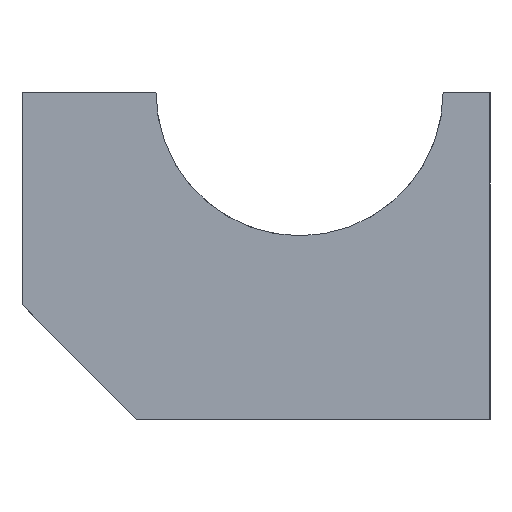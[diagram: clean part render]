
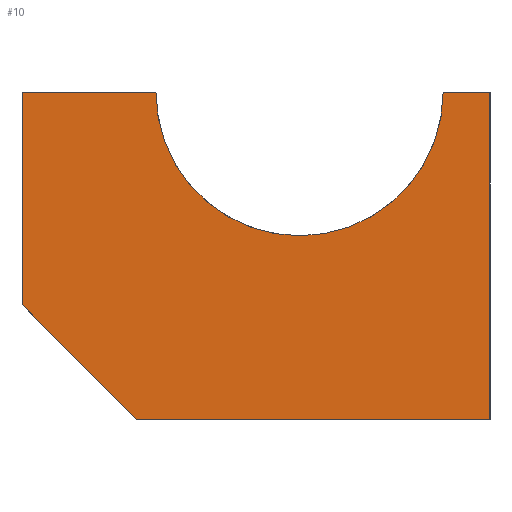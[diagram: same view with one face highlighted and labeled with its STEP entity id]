
A CAD part, left-side view. The second image highlights one B-rep face of the part: STEP entity #10.
In plain terms, the highlighted face is planar.
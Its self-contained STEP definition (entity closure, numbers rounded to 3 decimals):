
#9 = ORIENTED_EDGE ( 'NONE', *, *, #281, .T. ) ;
#10 = ADVANCED_FACE ( 'NONE', ( #844 ), #50, .F. ) ;
#28 = ORIENTED_EDGE ( 'NONE', *, *, #117, .T. ) ;
#36 = VERTEX_POINT ( 'NONE', #203 ) ;
#50 = PLANE ( 'NONE',  #456 ) ;
#53 = DIRECTION ( 'NONE',  ( 0., 0., -1. ) ) ;
#60 = VERTEX_POINT ( 'NONE', #743 ) ;
#69 = CARTESIAN_POINT ( 'NONE',  ( 32.894, -69.5, 45. ) ) ;
#82 = DIRECTION ( 'NONE',  ( -1., 0., 0. ) ) ;
#99 = LINE ( 'NONE', #701, #617 ) ;
#110 = DIRECTION ( 'NONE',  ( -1., 0., 0. ) ) ;
#117 = EDGE_CURVE ( 'NONE', #663, #257, #327, .T. ) ;
#121 = LINE ( 'NONE', #228, #148 ) ;
#128 = ORIENTED_EDGE ( 'NONE', *, *, #242, .T. ) ;
#140 = VERTEX_POINT ( 'NONE', #69 ) ;
#148 = VECTOR ( 'NONE', #232, 1000. ) ;
#152 = CARTESIAN_POINT ( 'NONE',  ( 26.894, -75.5, 45. ) ) ;
#155 = EDGE_LOOP ( 'NONE', ( #861, #275, #9, #541, #28, #128, #256 ) ) ;
#157 = DIRECTION ( 'NONE',  ( 0., -1., 0. ) ) ;
#194 = EDGE_CURVE ( 'NONE', #60, #663, #499, .T. ) ;
#203 = CARTESIAN_POINT ( 'NONE',  ( 15.782, -75.5, 45. ) ) ;
#211 = EDGE_CURVE ( 'NONE', #547, #36, #121, .T. ) ;
#223 = EDGE_CURVE ( 'NONE', #656, #140, #668, .T. ) ;
#228 = CARTESIAN_POINT ( 'NONE',  ( 15.782, -51.05, 45. ) ) ;
#232 = DIRECTION ( 'NONE',  ( 0., -1., 0. ) ) ;
#233 = CARTESIAN_POINT ( 'NONE',  ( 26.894, -75.5, 45. ) ) ;
#242 = EDGE_CURVE ( 'NONE', #257, #547, #285, .T. ) ;
#256 = ORIENTED_EDGE ( 'NONE', *, *, #211, .T. ) ;
#257 = VERTEX_POINT ( 'NONE', #775 ) ;
#275 = ORIENTED_EDGE ( 'NONE', *, *, #223, .T. ) ;
#281 = EDGE_CURVE ( 'NONE', #140, #60, #99, .T. ) ;
#285 = CIRCLE ( 'NONE', #557, 7.5 ) ;
#296 = DIRECTION ( 'NONE',  ( 0., 0., -1. ) ) ;
#304 = CARTESIAN_POINT ( 'NONE',  ( 15.782, -61., 45. ) ) ;
#327 = LINE ( 'NONE', #340, #818 ) ;
#340 = CARTESIAN_POINT ( 'NONE',  ( 15.782, 0., 45. ) ) ;
#367 = DIRECTION ( 'NONE',  ( -1., 0., 0. ) ) ;
#427 = DIRECTION ( 'NONE',  ( 0., 1., 0. ) ) ;
#444 = LINE ( 'NONE', #786, #597 ) ;
#456 = AXIS2_PLACEMENT_3D ( 'NONE', #524, #53, #592 ) ;
#458 = EDGE_CURVE ( 'NONE', #656, #36, #444, .T. ) ;
#471 = CARTESIAN_POINT ( 'NONE',  ( 15.782, -68.5, 45. ) ) ;
#499 = LINE ( 'NONE', #826, #846 ) ;
#524 = CARTESIAN_POINT ( 'NONE',  ( 25.782, -51.05, 45. ) ) ;
#541 = ORIENTED_EDGE ( 'NONE', *, *, #194, .T. ) ;
#547 = VERTEX_POINT ( 'NONE', #471 ) ;
#557 = AXIS2_PLACEMENT_3D ( 'NONE', #304, #296, #367 ) ;
#592 = DIRECTION ( 'NONE',  ( -1., 0., 0. ) ) ;
#597 = VECTOR ( 'NONE', #110, 1000. ) ;
#617 = VECTOR ( 'NONE', #427, 1000. ) ;
#656 = VERTEX_POINT ( 'NONE', #152 ) ;
#663 = VERTEX_POINT ( 'NONE', #699 ) ;
#668 = LINE ( 'NONE', #233, #717 ) ;
#699 = CARTESIAN_POINT ( 'NONE',  ( 15.782, -51.05, 45. ) ) ;
#701 = CARTESIAN_POINT ( 'NONE',  ( 32.894, -51.05, 45. ) ) ;
#717 = VECTOR ( 'NONE', #838, 1000. ) ;
#743 = CARTESIAN_POINT ( 'NONE',  ( 32.894, -51.05, 45. ) ) ;
#775 = CARTESIAN_POINT ( 'NONE',  ( 15.782, -53.5, 45. ) ) ;
#786 = CARTESIAN_POINT ( 'NONE',  ( 25.782, -75.5, 45. ) ) ;
#818 = VECTOR ( 'NONE', #157, 1000. ) ;
#826 = CARTESIAN_POINT ( 'NONE',  ( 25.782, -51.05, 45. ) ) ;
#838 = DIRECTION ( 'NONE',  ( 0.707, 0.707, 0. ) ) ;
#844 = FACE_OUTER_BOUND ( 'NONE', #155, .T. ) ;
#846 = VECTOR ( 'NONE', #82, 1000. ) ;
#861 = ORIENTED_EDGE ( 'NONE', *, *, #458, .F. ) ;
